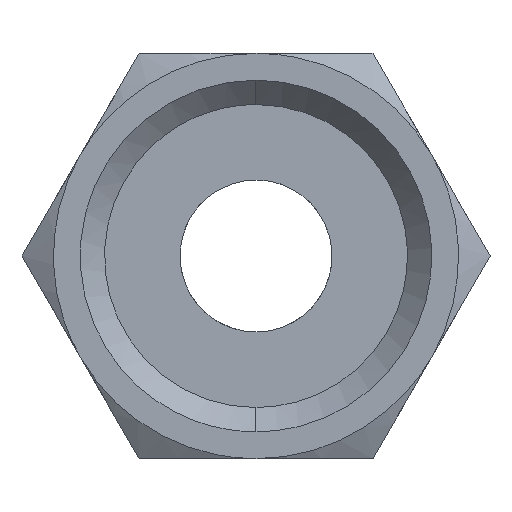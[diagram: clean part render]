
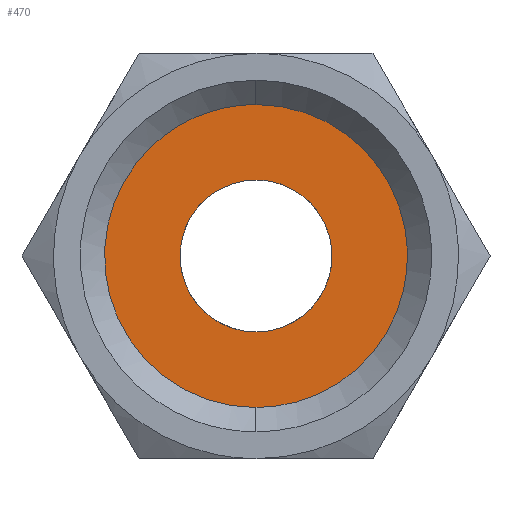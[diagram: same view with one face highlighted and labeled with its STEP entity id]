
A CAD part, front view. The second image highlights one B-rep face of the part: STEP entity #470.
In plain terms, the highlighted free-form (B-spline) face has degree [1, 1] with [2, 2] control points.
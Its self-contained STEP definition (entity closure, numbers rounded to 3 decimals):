
#53 = CARTESIAN_POINT ( 'NONE',  ( 0., 11.5, -3.75 ) ) ;
#87 = FACE_OUTER_BOUND ( 'NONE', #1082, .T. ) ;
#118 = CARTESIAN_POINT ( 'NONE',  ( -14.95, 11.5, -7.475 ) ) ;
#191 =( BOUNDED_CURVE ( )  B_SPLINE_CURVE ( 3, ( #463, #118, #456, #2273 ),
 .UNSPECIFIED., .F., .F. ) 
 B_SPLINE_CURVE_WITH_KNOTS ( ( 4, 4 ),
 ( -3.142, 0. ),
 .UNSPECIFIED. ) 
 CURVE ( )  GEOMETRIC_REPRESENTATION_ITEM ( )  RATIONAL_B_SPLINE_CURVE ( ( 1., 0.333, 0.333, 1. ) ) 
 REPRESENTATION_ITEM ( '' )  );
#203 = CARTESIAN_POINT ( 'NONE',  ( -7.5, 11.5, 3.75 ) ) ;
#210 = CARTESIAN_POINT ( 'NONE',  ( 0., 11.5, -3.75 ) ) ;
#215 = CARTESIAN_POINT ( 'NONE',  ( 2.197, 11.5, -3.75 ) ) ;
#287 = CARTESIAN_POINT ( 'NONE',  ( -7.565, 11.5, -7.565 ) ) ;
#338 = EDGE_CURVE ( 'NONE', #504, #1779, #1565, .T. ) ;
#389 = CARTESIAN_POINT ( 'NONE',  ( 0., 11.5, 3.75 ) ) ;
#391 = CARTESIAN_POINT ( 'NONE',  ( -7.5, 11.5, -3.75 ) ) ;
#403 = CARTESIAN_POINT ( 'NONE',  ( 3.75, 11.5, 0. ) ) ;
#410 = CARTESIAN_POINT ( 'NONE',  ( 0., 11.5, 3.75 ) ) ;
#435 = EDGE_CURVE ( 'NONE', #2122, #1048, #2083, .T. ) ;
#456 = CARTESIAN_POINT ( 'NONE',  ( -14.95, 11.5, 7.475 ) ) ;
#463 = CARTESIAN_POINT ( 'NONE',  ( 0., 11.5, -7.475 ) ) ;
#470 = ADVANCED_FACE ( 'NONE', ( #1064, #87 ), #2276, .F. ) ;
#504 = VERTEX_POINT ( 'NONE', #1384 ) ;
#600 = CARTESIAN_POINT ( 'NONE',  ( 0., 11.5, 7.475 ) ) ;
#605 = CARTESIAN_POINT ( 'NONE',  ( 7.475, 11.5, -4.379 ) ) ;
#615 = CARTESIAN_POINT ( 'NONE',  ( 7.475, 11.5, 0. ) ) ;
#680 = ORIENTED_EDGE ( 'NONE', *, *, #338, .F. ) ;
#761 = CARTESIAN_POINT ( 'NONE',  ( 3.75, 11.5, 2.197 ) ) ;
#793 = CARTESIAN_POINT ( 'NONE',  ( 4.379, 11.5, -7.475 ) ) ;
#963 = CARTESIAN_POINT ( 'NONE',  ( 0., 11.5, -7.475 ) ) ;
#996 = CARTESIAN_POINT ( 'NONE',  ( -7.565, 11.5, 7.565 ) ) ;
#999 = EDGE_LOOP ( 'NONE', ( #680, #2286 ) ) ;
#1048 = VERTEX_POINT ( 'NONE', #963 ) ;
#1064 = FACE_BOUND ( 'NONE', #999, .T. ) ;
#1082 = EDGE_LOOP ( 'NONE', ( #1661, #1786 ) ) ;
#1200 = CARTESIAN_POINT ( 'NONE',  ( 7.565, 11.5, -7.565 ) ) ;
#1384 = CARTESIAN_POINT ( 'NONE',  ( 0., 11.5, -3.75 ) ) ;
#1475 = CARTESIAN_POINT ( 'NONE',  ( 2.197, 11.5, 3.75 ) ) ;
#1565 =( BOUNDED_CURVE ( )  B_SPLINE_CURVE ( 3, ( #53, #215, #2048, #403, #761, #1475, #389 ),
 .UNSPECIFIED., .F., .T. ) 
 B_SPLINE_CURVE_WITH_KNOTS ( ( 4, 3, 4 ),
 ( -3.142, -1.571, 0. ),
 .UNSPECIFIED. ) 
 CURVE ( )  GEOMETRIC_REPRESENTATION_ITEM ( )  RATIONAL_B_SPLINE_CURVE ( ( 1., 0.805, 0.805, 1., 0.805, 0.805, 1. ) ) 
 REPRESENTATION_ITEM ( '' )  );
#1661 = ORIENTED_EDGE ( 'NONE', *, *, #2178, .F. ) ;
#1682 = CARTESIAN_POINT ( 'NONE',  ( 0., 11.5, 3.75 ) ) ;
#1695 = CARTESIAN_POINT ( 'NONE',  ( 4.379, 11.5, 7.475 ) ) ;
#1779 = VERTEX_POINT ( 'NONE', #410 ) ;
#1786 = ORIENTED_EDGE ( 'NONE', *, *, #435, .F. ) ;
#2027 = CARTESIAN_POINT ( 'NONE',  ( 0., 11.5, -7.475 ) ) ;
#2048 = CARTESIAN_POINT ( 'NONE',  ( 3.75, 11.5, -2.197 ) ) ;
#2083 =( BOUNDED_CURVE ( )  B_SPLINE_CURVE ( 3, ( #2221, #1695, #2211, #615, #605, #793, #2027 ),
 .UNSPECIFIED., .F., .F. ) 
 B_SPLINE_CURVE_WITH_KNOTS ( ( 4, 3, 4 ),
 ( -3.142, -1.571, 0. ),
 .UNSPECIFIED. ) 
 CURVE ( )  GEOMETRIC_REPRESENTATION_ITEM ( )  RATIONAL_B_SPLINE_CURVE ( ( 1., 0.805, 0.805, 1., 0.805, 0.805, 1. ) ) 
 REPRESENTATION_ITEM ( '' )  );
#2097 = CARTESIAN_POINT ( 'NONE',  ( 7.565, 11.5, 7.565 ) ) ;
#2122 = VERTEX_POINT ( 'NONE', #600 ) ;
#2127 = EDGE_CURVE ( 'NONE', #1779, #504, #2145, .T. ) ;
#2145 =( BOUNDED_CURVE ( )  B_SPLINE_CURVE ( 3, ( #1682, #203, #391, #210 ),
 .UNSPECIFIED., .F., .F. ) 
 B_SPLINE_CURVE_WITH_KNOTS ( ( 4, 4 ),
 ( -3.142, 0. ),
 .UNSPECIFIED. ) 
 CURVE ( )  GEOMETRIC_REPRESENTATION_ITEM ( )  RATIONAL_B_SPLINE_CURVE ( ( 1., 0.333, 0.333, 1. ) ) 
 REPRESENTATION_ITEM ( '' )  );
#2178 = EDGE_CURVE ( 'NONE', #1048, #2122, #191, .T. ) ;
#2211 = CARTESIAN_POINT ( 'NONE',  ( 7.475, 11.5, 4.379 ) ) ;
#2221 = CARTESIAN_POINT ( 'NONE',  ( 0., 11.5, 7.475 ) ) ;
#2273 = CARTESIAN_POINT ( 'NONE',  ( 0., 11.5, 7.475 ) ) ;
#2276 = B_SPLINE_SURFACE_WITH_KNOTS ( 'NONE', 1, 1, ( 
 ( #287, #1200 ),
 ( #996, #2097 ) ),
 .UNSPECIFIED., .F., .F., .F.,
 ( 2, 2 ),
 ( 2, 2 ),
 ( 0., 1. ),
 ( 0., 1. ),
 .UNSPECIFIED. ) ;
#2286 = ORIENTED_EDGE ( 'NONE', *, *, #2127, .F. ) ;
